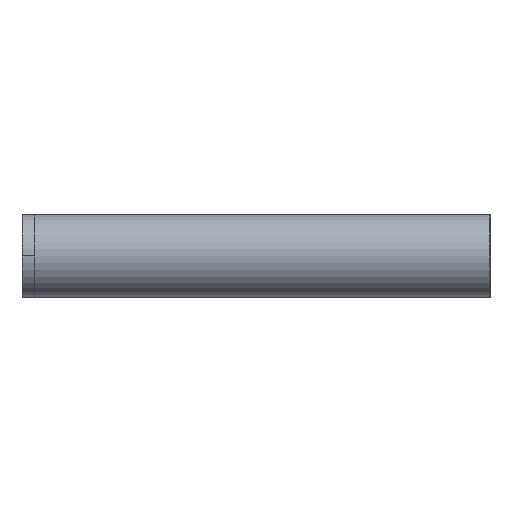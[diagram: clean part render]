
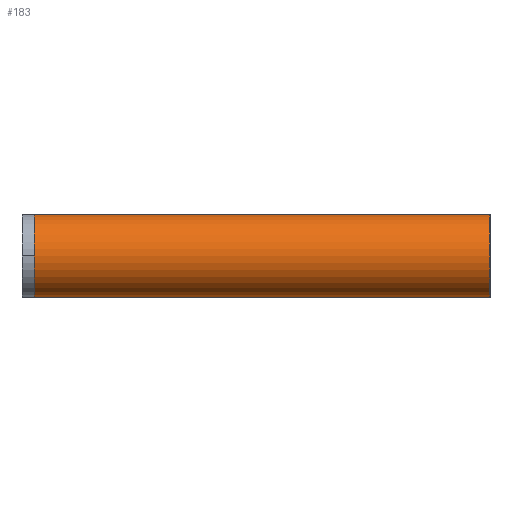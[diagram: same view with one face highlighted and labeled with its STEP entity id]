
A CAD part, left-side view. The second image highlights one B-rep face of the part: STEP entity #183.
In plain terms, the highlighted cylindrical face has radius 10 mm (diameter 20 mm), a partial arc.
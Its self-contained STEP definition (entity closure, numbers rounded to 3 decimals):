
#175 = CARTESIAN_POINT ( 'NONE',  ( 9., 110., 10. ) ) ;
#183 = ADVANCED_FACE ( 'Plocha1', ( #2971 ), #3751, .T. ) ;
#421 = VERTEX_POINT ( 'NONE', #1356 ) ;
#727 = EDGE_LOOP ( 'NONE', ( #1316, #3067, #1761, #2930 ) ) ;
#937 = CARTESIAN_POINT ( 'NONE',  ( 9., 0., 10. ) ) ;
#985 = EDGE_CURVE ( 'Hrana8', #421, #3546, #2856, .T. ) ;
#1275 = CARTESIAN_POINT ( 'NONE',  ( 9., 110., 0. ) ) ;
#1316 = ORIENTED_EDGE ( 'NONE', *, *, #4859, .T. ) ;
#1356 = CARTESIAN_POINT ( 'NONE',  ( 9., 0., -10. ) ) ;
#1371 = EDGE_CURVE ( 'Hrana3', #3970, #4529, #3190, .T. ) ;
#1505 = DIRECTION ( 'NONE',  ( 0., -1., 0. ) ) ;
#1517 = CIRCLE ( 'NONE', #3159, 10. ) ;
#1561 = DIRECTION ( 'NONE',  ( 0., -1., 0. ) ) ;
#1678 = CIRCLE ( 'NONE', #4509, 10. ) ;
#1761 = ORIENTED_EDGE ( 'NONE', *, *, #4182, .T. ) ;
#1787 = DIRECTION ( 'NONE',  ( 0., 0., -1. ) ) ;
#1867 = CARTESIAN_POINT ( 'NONE',  ( 9., 110., 0. ) ) ;
#2434 = CARTESIAN_POINT ( 'NONE',  ( 9., 110., -10. ) ) ;
#2527 = DIRECTION ( 'NONE',  ( 0., 1., 0. ) ) ;
#2810 = DIRECTION ( 'NONE',  ( 0., 1., 0. ) ) ;
#2838 = VECTOR ( 'NONE', #2810, 1000. ) ;
#2856 = LINE ( 'NONE', #4006, #2838 ) ;
#2930 = ORIENTED_EDGE ( 'NONE', *, *, #985, .T. ) ;
#2971 = FACE_OUTER_BOUND ( 'NONE', #727, .T. ) ;
#3067 = ORIENTED_EDGE ( 'NONE', *, *, #1371, .T. ) ;
#3156 = CARTESIAN_POINT ( 'NONE',  ( 9., 110., 10. ) ) ;
#3159 = AXIS2_PLACEMENT_3D ( 'NONE', #1275, #1561, #4537 ) ;
#3185 = VECTOR ( 'NONE', #3602, 1000. ) ;
#3190 = LINE ( 'NONE', #3156, #3185 ) ;
#3338 = AXIS2_PLACEMENT_3D ( 'NONE', #1867, #1505, #3397 ) ;
#3397 = DIRECTION ( 'NONE',  ( 0., 0., -1. ) ) ;
#3546 = VERTEX_POINT ( 'NONE', #2434 ) ;
#3602 = DIRECTION ( 'NONE',  ( 0., -1., 0. ) ) ;
#3751 = CYLINDRICAL_SURFACE ( 'NONE', #3338, 10. ) ;
#3970 = VERTEX_POINT ( 'NONE', #175 ) ;
#4006 = CARTESIAN_POINT ( 'NONE',  ( 9., 110., -10. ) ) ;
#4067 = CARTESIAN_POINT ( 'NONE',  ( 9., 0., 0. ) ) ;
#4182 = EDGE_CURVE ( 'NONE', #4529, #421, #1678, .T. ) ;
#4509 = AXIS2_PLACEMENT_3D ( 'NONE', #4067, #2527, #1787 ) ;
#4529 = VERTEX_POINT ( 'NONE', #937 ) ;
#4537 = DIRECTION ( 'NONE',  ( 0., 0., -1. ) ) ;
#4859 = EDGE_CURVE ( 'NONE', #3546, #3970, #1517, .T. ) ;
